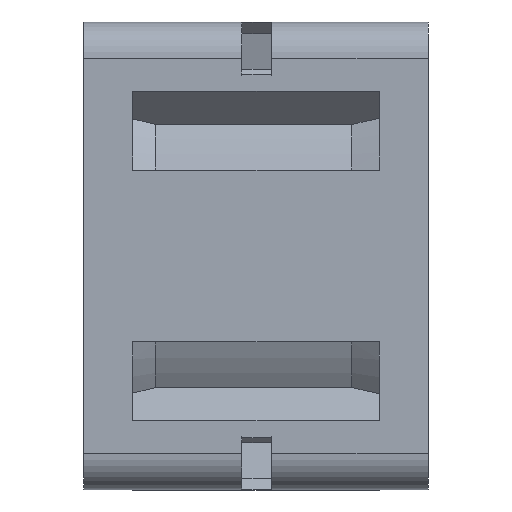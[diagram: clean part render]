
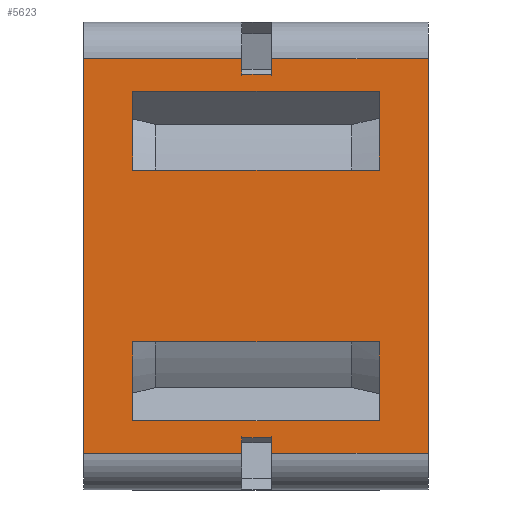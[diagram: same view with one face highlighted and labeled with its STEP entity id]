
A CAD part, left-side view. The second image highlights one B-rep face of the part: STEP entity #5623.
In plain terms, the highlighted planar face has unit normal (-1, 0, 0).
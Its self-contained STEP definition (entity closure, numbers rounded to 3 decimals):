
#44=DIRECTION('',(0.,0.,-1.));
#45=VECTOR('',#44,32.15);
#46=CARTESIAN_POINT('',(-19.075,32.1,16.075));
#47=LINE('',#46,#45);
#1137=DIRECTION('',(0.,0.,1.));
#1138=VECTOR('',#1137,32.15);
#1139=CARTESIAN_POINT('',(-19.075,4.,-16.075));
#1140=LINE('',#1139,#1138);
#1693=DIRECTION('',(0.,0.,1.));
#1694=VECTOR('',#1693,1.241);
#1695=CARTESIAN_POINT('',(-19.075,19.22,-16.075));
#1696=LINE('',#1695,#1694);
#1731=DIRECTION('',(0.,-1.,0.));
#1732=VECTOR('',#1731,12.88);
#1733=CARTESIAN_POINT('',(-19.075,32.1,-16.075));
#1734=LINE('',#1733,#1732);
#1735=DIRECTION('',(0.,-1.,0.));
#1736=VECTOR('',#1735,2.44);
#1737=CARTESIAN_POINT('',(-19.075,19.22,14.834));
#1738=LINE('',#1737,#1736);
#1739=DIRECTION('',(0.,0.,1.));
#1740=VECTOR('',#1739,1.241);
#1741=CARTESIAN_POINT('',(-19.075,16.78,14.834));
#1742=LINE('',#1741,#1740);
#1743=DIRECTION('',(0.,0.,1.));
#1744=VECTOR('',#1743,1.241);
#1745=CARTESIAN_POINT('',(-19.075,16.78,-16.075));
#1746=LINE('',#1745,#1744);
#1747=DIRECTION('',(0.,0.,1.));
#1748=VECTOR('',#1747,6.417);
#1749=CARTESIAN_POINT('',(-19.075,8.,-13.417));
#1750=LINE('',#1749,#1748);
#1751=DIRECTION('',(0.,-1.,0.));
#1752=VECTOR('',#1751,20.1);
#1753=CARTESIAN_POINT('',(-19.075,28.1,-13.417));
#1754=LINE('',#1753,#1752);
#1755=DIRECTION('',(0.,-1.,0.));
#1756=VECTOR('',#1755,20.1);
#1757=CARTESIAN_POINT('',(-19.075,28.1,7.));
#1758=LINE('',#1757,#1756);
#1759=DIRECTION('',(0.,0.,1.));
#1760=VECTOR('',#1759,6.419);
#1761=CARTESIAN_POINT('',(-19.075,8.,7.));
#1762=LINE('',#1761,#1760);
#1787=DIRECTION('',(0.,0.,1.));
#1788=VECTOR('',#1787,1.241);
#1789=CARTESIAN_POINT('',(-19.075,19.22,14.834));
#1790=LINE('',#1789,#1788);
#1853=DIRECTION('',(0.,1.,0.));
#1854=VECTOR('',#1853,12.78);
#1855=CARTESIAN_POINT('',(-19.075,4.,16.075));
#1856=LINE('',#1855,#1854);
#1877=DIRECTION('',(0.,1.,0.));
#1878=VECTOR('',#1877,12.88);
#1879=CARTESIAN_POINT('',(-19.075,19.22,16.075));
#1880=LINE('',#1879,#1878);
#1893=DIRECTION('',(0.,-1.,0.));
#1894=VECTOR('',#1893,12.78);
#1895=CARTESIAN_POINT('',(-19.075,16.78,-16.075));
#1896=LINE('',#1895,#1894);
#1952=DIRECTION('',(0.,-1.,0.));
#1953=VECTOR('',#1952,2.44);
#1954=CARTESIAN_POINT('',(-19.075,19.22,-14.834));
#1955=LINE('',#1954,#1953);
#1985=DIRECTION('',(0.,-1.,0.));
#1986=VECTOR('',#1985,20.1);
#1987=CARTESIAN_POINT('',(-19.075,28.1,-7.));
#1988=LINE('',#1987,#1986);
#1998=DIRECTION('',(0.,0.,1.));
#1999=VECTOR('',#1998,6.417);
#2000=CARTESIAN_POINT('',(-19.075,28.1,-13.417));
#2001=LINE('',#2000,#1999);
#2052=DIRECTION('',(0.,0.,1.));
#2053=VECTOR('',#2052,6.419);
#2054=CARTESIAN_POINT('',(-19.075,28.1,7.));
#2055=LINE('',#2054,#2053);
#2088=DIRECTION('',(0.,-1.,0.));
#2089=VECTOR('',#2088,20.1);
#2090=CARTESIAN_POINT('',(-19.075,28.1,13.419));
#2091=LINE('',#2090,#2089);
#3117=CARTESIAN_POINT('',(-19.075,32.1,16.075));
#3118=VERTEX_POINT('',#3117);
#3119=CARTESIAN_POINT('',(-19.075,32.1,-16.075));
#3120=VERTEX_POINT('',#3119);
#3167=CARTESIAN_POINT('',(-19.075,19.22,-16.075));
#3168=VERTEX_POINT('',#3167);
#3169=CARTESIAN_POINT('',(-19.075,19.22,-14.834));
#3170=VERTEX_POINT('',#3169);
#3231=CARTESIAN_POINT('',(-19.075,19.22,14.834));
#3232=VERTEX_POINT('',#3231);
#3233=CARTESIAN_POINT('',(-19.075,19.22,16.075));
#3234=VERTEX_POINT('',#3233);
#3292=CARTESIAN_POINT('',(-19.075,8.,7.));
#3294=VERTEX_POINT('',#3292);
#3297=CARTESIAN_POINT('',(-19.075,8.,13.419));
#3298=VERTEX_POINT('',#3297);
#3300=CARTESIAN_POINT('',(-19.075,8.,-7.));
#3302=VERTEX_POINT('',#3300);
#3303=CARTESIAN_POINT('',(-19.075,8.,-13.417));
#3304=VERTEX_POINT('',#3303);
#3351=CARTESIAN_POINT('',(-19.075,28.1,7.));
#3353=VERTEX_POINT('',#3351);
#3354=CARTESIAN_POINT('',(-19.075,28.1,13.419));
#3355=VERTEX_POINT('',#3354);
#3359=CARTESIAN_POINT('',(-19.075,28.1,-7.));
#3361=VERTEX_POINT('',#3359);
#3364=CARTESIAN_POINT('',(-19.075,28.1,-13.417));
#3365=VERTEX_POINT('',#3364);
#3475=CARTESIAN_POINT('',(-19.075,16.78,14.834));
#3476=VERTEX_POINT('',#3475);
#3477=CARTESIAN_POINT('',(-19.075,16.78,16.075));
#3478=VERTEX_POINT('',#3477);
#3479=CARTESIAN_POINT('',(-19.075,4.,16.075));
#3480=VERTEX_POINT('',#3479);
#3481=CARTESIAN_POINT('',(-19.075,4.,-16.075));
#3482=VERTEX_POINT('',#3481);
#3483=CARTESIAN_POINT('',(-19.075,16.78,-16.075));
#3484=VERTEX_POINT('',#3483);
#3485=CARTESIAN_POINT('',(-19.075,16.78,-14.834));
#3486=VERTEX_POINT('',#3485);
#5576=CARTESIAN_POINT('',(-19.075,32.1,19.075));
#5577=DIRECTION('',(1.,0.,0.));
#5578=DIRECTION('',(0.,0.,-1.));
#5579=AXIS2_PLACEMENT_3D('',#5576,#5577,#5578);
#5580=PLANE('',#5579);
#5582=ORIENTED_EDGE('',*,*,#5581,.F.);
#5584=ORIENTED_EDGE('',*,*,#5583,.T.);
#5586=ORIENTED_EDGE('',*,*,#5585,.T.);
#5588=ORIENTED_EDGE('',*,*,#5587,.F.);
#5589=ORIENTED_EDGE('',*,*,#4926,.F.);
#5591=ORIENTED_EDGE('',*,*,#5590,.F.);
#5593=ORIENTED_EDGE('',*,*,#5592,.T.);
#5595=ORIENTED_EDGE('',*,*,#5594,.F.);
#5596=ORIENTED_EDGE('',*,*,#5542,.F.);
#5597=ORIENTED_EDGE('',*,*,#5571,.F.);
#5598=ORIENTED_EDGE('',*,*,#3837,.F.);
#5600=ORIENTED_EDGE('',*,*,#5599,.F.);
#5601=EDGE_LOOP('',(#5582,#5584,#5586,#5588,#5589,#5591,#5593,#5595,#5596,#5597,
#5598,#5600));
#5602=FACE_OUTER_BOUND('',#5601,.F.);
#5604=ORIENTED_EDGE('',*,*,#5603,.T.);
#5606=ORIENTED_EDGE('',*,*,#5605,.F.);
#5608=ORIENTED_EDGE('',*,*,#5607,.F.);
#5610=ORIENTED_EDGE('',*,*,#5609,.T.);
#5611=EDGE_LOOP('',(#5604,#5606,#5608,#5610));
#5612=FACE_BOUND('',#5611,.F.);
#5614=ORIENTED_EDGE('',*,*,#5613,.F.);
#5616=ORIENTED_EDGE('',*,*,#5615,.T.);
#5618=ORIENTED_EDGE('',*,*,#5617,.T.);
#5620=ORIENTED_EDGE('',*,*,#5619,.F.);
#5621=EDGE_LOOP('',(#5614,#5616,#5618,#5620));
#5622=FACE_BOUND('',#5621,.F.);
#5623=ADVANCED_FACE('',(#5602,#5612,#5622),#5580,.F.);
#3837=EDGE_CURVE('',#3118,#3120,#47,.T.);
#4926=EDGE_CURVE('',#3482,#3480,#1140,.T.);
#5542=EDGE_CURVE('',#3168,#3170,#1696,.T.);
#5571=EDGE_CURVE('',#3120,#3168,#1734,.T.);
#5581=EDGE_CURVE('',#3232,#3234,#1790,.T.);
#5583=EDGE_CURVE('',#3232,#3476,#1738,.T.);
#5585=EDGE_CURVE('',#3476,#3478,#1742,.T.);
#5587=EDGE_CURVE('',#3480,#3478,#1856,.T.);
#5590=EDGE_CURVE('',#3484,#3482,#1896,.T.);
#5592=EDGE_CURVE('',#3484,#3486,#1746,.T.);
#5594=EDGE_CURVE('',#3170,#3486,#1955,.T.);
#5599=EDGE_CURVE('',#3234,#3118,#1880,.T.);
#5603=EDGE_CURVE('',#3304,#3302,#1750,.T.);
#5605=EDGE_CURVE('',#3361,#3302,#1988,.T.);
#5607=EDGE_CURVE('',#3365,#3361,#2001,.T.);
#5609=EDGE_CURVE('',#3365,#3304,#1754,.T.);
#5613=EDGE_CURVE('',#3353,#3355,#2055,.T.);
#5615=EDGE_CURVE('',#3353,#3294,#1758,.T.);
#5617=EDGE_CURVE('',#3294,#3298,#1762,.T.);
#5619=EDGE_CURVE('',#3355,#3298,#2091,.T.);
